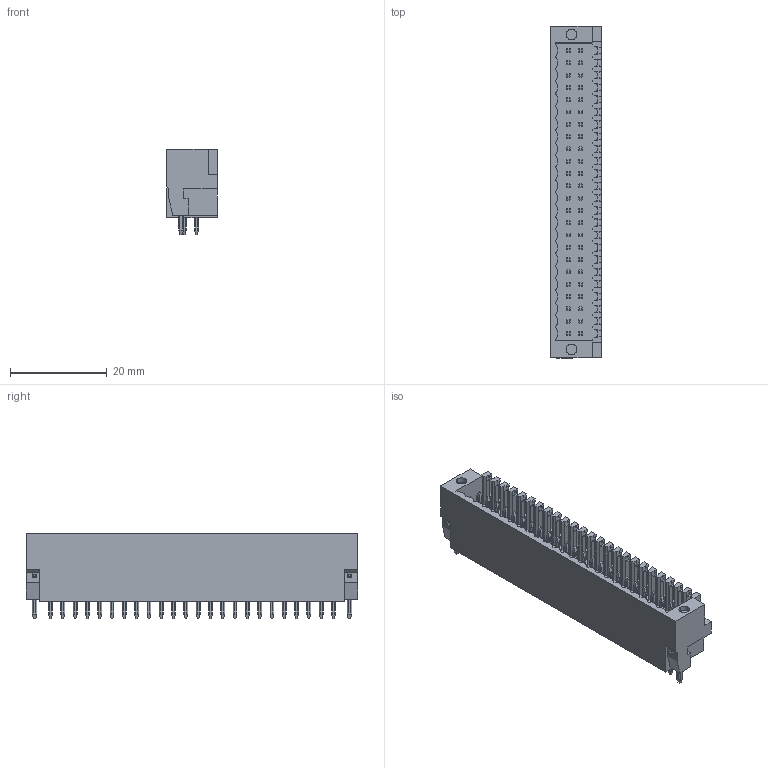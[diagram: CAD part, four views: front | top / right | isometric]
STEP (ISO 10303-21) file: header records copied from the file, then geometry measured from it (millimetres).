
FILE_DESCRIPTION((''),'2;1');
FILE_NAME('TLPHDW-020V','2024-10-17T08:38:51',('tluser'),(''),'CREO PARAMETRIC BY PTC INC, 2018100','CREO PARAMETRIC BY PTC INC, 2018100','');
FILE_SCHEMA(('CONFIG_CONTROL_DESIGN'));
Length unit declared in the file: millimetre
Products named in the file (1): TLPHDW-020V
Bounding box: 10.5 x 68.52 x 17.7 mm (x, y, z)
Volume: 6522.6 mm3; surface area: 6035.2 mm2
Topology: 1 solids, 1 shells, 1874 faces, 5260 edges, 3480 vertices
Faces by surface type: plane 1448, cylinder 422, torus 4
Entity records: 60859 total; most frequent: CARTESIAN_POINT 13579, ORIENTED_EDGE 10520, DIRECTION 8672, EDGE_CURVE 5260, VECTOR 4020, LINE 4020, VERTEX_POINT 3480, AXIS2_PLACEMENT_3D 2326
